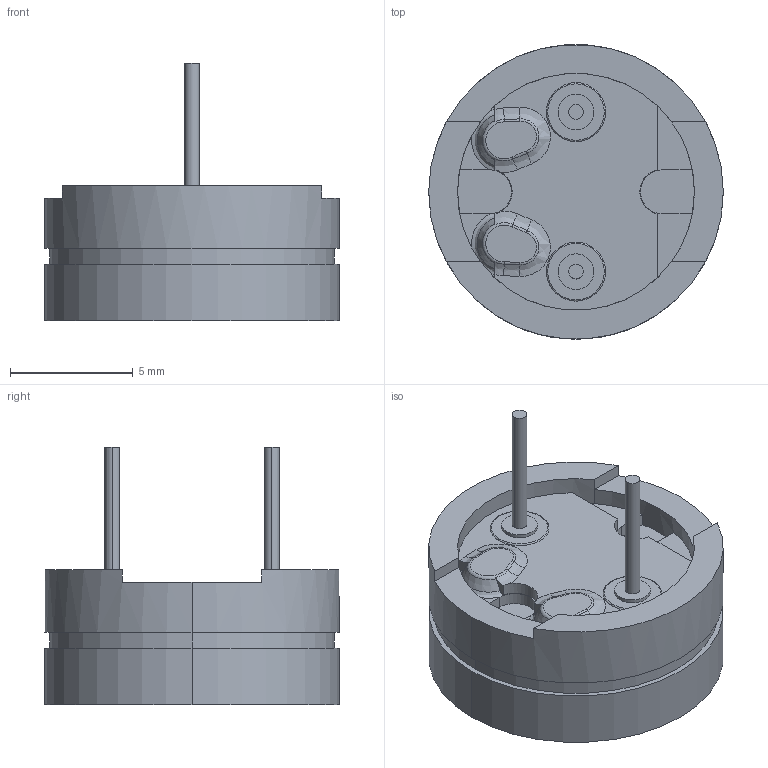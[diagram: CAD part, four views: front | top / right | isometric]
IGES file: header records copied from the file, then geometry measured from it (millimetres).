
Global section: file name: No Iges File Name specified; native system: AutoDesk Inventor R12.0; preprocessor: AutoDesk Inventor Iges Exporter R12.0; date: 20090223.142253; units: millimetre
Bounding box: 12 x 12 x 10.5 mm (x, y, z)
Volume: 519 mm3; surface area: 527 mm2
Topology: 1 solids, 1 shells, 90 faces, 228 edges, 150 vertices
Faces by surface type: plane 40, cylinder 16, torus 12, bspline 12, revolution 8, cone 2
